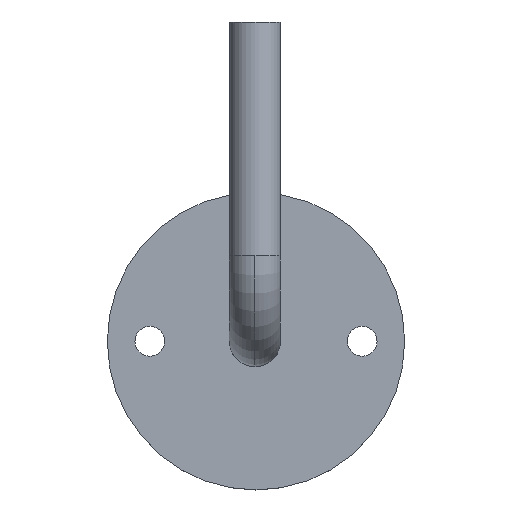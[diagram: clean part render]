
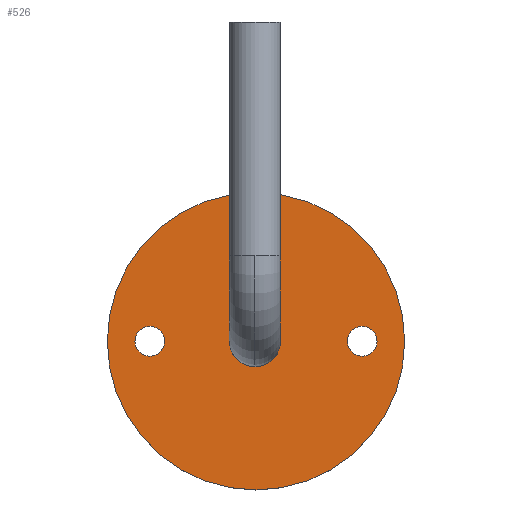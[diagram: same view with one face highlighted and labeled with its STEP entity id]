
A CAD part, top view. The second image highlights one B-rep face of the part: STEP entity #526.
In plain terms, the highlighted planar face has unit normal (0, 0, 1).
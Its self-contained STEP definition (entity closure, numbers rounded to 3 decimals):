
#1 = FACE_OUTER_BOUND ( 'NONE', #415, .T. ) ;
#2 = CIRCLE ( 'NONE', #511, 6. ) ;
#4 = CARTESIAN_POINT ( 'NONE',  ( -34.75, 0., 4. ) ) ;
#17 = DIRECTION ( 'NONE',  ( 1., 0., 0. ) ) ;
#18 = CIRCLE ( 'NONE', #406, 3.5 ) ;
#45 = FACE_BOUND ( 'NONE', #93, .T. ) ;
#55 = ORIENTED_EDGE ( 'NONE', *, *, #417, .F. ) ;
#58 = FACE_BOUND ( 'NONE', #449, .T. ) ;
#64 = EDGE_CURVE ( 'NONE', #153, #85, #2, .T. ) ;
#77 = AXIS2_PLACEMENT_3D ( 'NONE', #441, #480, #322 ) ;
#85 = VERTEX_POINT ( 'NONE', #517 ) ;
#86 = CARTESIAN_POINT ( 'NONE',  ( -24.75, 0., 4. ) ) ;
#93 = EDGE_LOOP ( 'NONE', ( #309, #55 ) ) ;
#100 = CIRCLE ( 'NONE', #77, 35. ) ;
#103 = AXIS2_PLACEMENT_3D ( 'NONE', #333, #370, #111 ) ;
#110 = CARTESIAN_POINT ( 'NONE',  ( 35.25, 0., 4. ) ) ;
#111 = DIRECTION ( 'NONE',  ( 1., 0., 0. ) ) ;
#115 = ORIENTED_EDGE ( 'NONE', *, *, #266, .T. ) ;
#131 = DIRECTION ( 'NONE',  ( 1., 0., 0. ) ) ;
#133 = DIRECTION ( 'NONE',  ( 0., 0., 1. ) ) ;
#134 = CARTESIAN_POINT ( 'NONE',  ( 25.25, 0., 4. ) ) ;
#135 = PLANE ( 'NONE',  #445 ) ;
#141 = DIRECTION ( 'NONE',  ( 0., 0., 1. ) ) ;
#153 = VERTEX_POINT ( 'NONE', #513 ) ;
#181 = AXIS2_PLACEMENT_3D ( 'NONE', #493, #490, #246 ) ;
#193 = CIRCLE ( 'NONE', #379, 3.5 ) ;
#202 = CARTESIAN_POINT ( 'NONE',  ( 25.25, 0., 4. ) ) ;
#210 = CARTESIAN_POINT ( 'NONE',  ( 21.75, 0., 4. ) ) ;
#214 = ORIENTED_EDGE ( 'NONE', *, *, #434, .F. ) ;
#225 = DIRECTION ( 'NONE',  ( 0., 0., 1. ) ) ;
#245 = DIRECTION ( 'NONE',  ( 0., 0., 1. ) ) ;
#246 = DIRECTION ( 'NONE',  ( 1., 0., 0. ) ) ;
#249 = CIRCLE ( 'NONE', #265, 3.5 ) ;
#254 = VERTEX_POINT ( 'NONE', #210 ) ;
#264 = ORIENTED_EDGE ( 'NONE', *, *, #393, .F. ) ;
#265 = AXIS2_PLACEMENT_3D ( 'NONE', #86, #388, #131 ) ;
#266 = EDGE_CURVE ( 'NONE', #436, #502, #100, .T. ) ;
#268 = CARTESIAN_POINT ( 'NONE',  ( 0.25, 0., 4. ) ) ;
#274 = VERTEX_POINT ( 'NONE', #474 ) ;
#282 = AXIS2_PLACEMENT_3D ( 'NONE', #268, #133, #429 ) ;
#290 = DIRECTION ( 'NONE',  ( 1., 0., 0. ) ) ;
#293 = EDGE_LOOP ( 'NONE', ( #214, #264 ) ) ;
#295 = CIRCLE ( 'NONE', #282, 35. ) ;
#297 = ORIENTED_EDGE ( 'NONE', *, *, #498, .T. ) ;
#300 = EDGE_CURVE ( 'NONE', #274, #342, #249, .T. ) ;
#309 = ORIENTED_EDGE ( 'NONE', *, *, #300, .F. ) ;
#316 = CARTESIAN_POINT ( 'NONE',  ( 0., 0., 4. ) ) ;
#322 = DIRECTION ( 'NONE',  ( 1., 0., 0. ) ) ;
#333 = CARTESIAN_POINT ( 'NONE',  ( 0., 0., 4. ) ) ;
#338 = CARTESIAN_POINT ( 'NONE',  ( -21.25, 0., 4. ) ) ;
#342 = VERTEX_POINT ( 'NONE', #338 ) ;
#366 = ORIENTED_EDGE ( 'NONE', *, *, #466, .F. ) ;
#369 = DIRECTION ( 'NONE',  ( 1., 0., 0. ) ) ;
#370 = DIRECTION ( 'NONE',  ( 0., 0., 1. ) ) ;
#379 = AXIS2_PLACEMENT_3D ( 'NONE', #202, #245, #290 ) ;
#384 = CARTESIAN_POINT ( 'NONE',  ( 28.75, 0., 4. ) ) ;
#385 = VERTEX_POINT ( 'NONE', #384 ) ;
#388 = DIRECTION ( 'NONE',  ( 0., 0., 1. ) ) ;
#393 = EDGE_CURVE ( 'NONE', #385, #254, #18, .T. ) ;
#398 = ORIENTED_EDGE ( 'NONE', *, *, #64, .F. ) ;
#406 = AXIS2_PLACEMENT_3D ( 'NONE', #134, #141, #369 ) ;
#415 = EDGE_LOOP ( 'NONE', ( #297, #115 ) ) ;
#417 = EDGE_CURVE ( 'NONE', #342, #274, #505, .T. ) ;
#429 = DIRECTION ( 'NONE',  ( 1., 0., 0. ) ) ;
#431 = DIRECTION ( 'NONE',  ( 0., 0., 1. ) ) ;
#433 = CIRCLE ( 'NONE', #103, 6. ) ;
#434 = EDGE_CURVE ( 'NONE', #254, #385, #193, .T. ) ;
#436 = VERTEX_POINT ( 'NONE', #110 ) ;
#441 = CARTESIAN_POINT ( 'NONE',  ( 0.25, 0., 4. ) ) ;
#445 = AXIS2_PLACEMENT_3D ( 'NONE', #468, #431, #509 ) ;
#449 = EDGE_LOOP ( 'NONE', ( #366, #398 ) ) ;
#451 = FACE_BOUND ( 'NONE', #293, .T. ) ;
#466 = EDGE_CURVE ( 'NONE', #85, #153, #433, .T. ) ;
#468 = CARTESIAN_POINT ( 'NONE',  ( 0.25, 0., 4. ) ) ;
#474 = CARTESIAN_POINT ( 'NONE',  ( -28.25, 0., 4. ) ) ;
#480 = DIRECTION ( 'NONE',  ( 0., 0., 1. ) ) ;
#490 = DIRECTION ( 'NONE',  ( 0., 0., 1. ) ) ;
#493 = CARTESIAN_POINT ( 'NONE',  ( -24.75, 0., 4. ) ) ;
#498 = EDGE_CURVE ( 'NONE', #502, #436, #295, .T. ) ;
#502 = VERTEX_POINT ( 'NONE', #4 ) ;
#505 = CIRCLE ( 'NONE', #181, 3.5 ) ;
#509 = DIRECTION ( 'NONE',  ( 1., 0., 0. ) ) ;
#511 = AXIS2_PLACEMENT_3D ( 'NONE', #316, #225, #17 ) ;
#513 = CARTESIAN_POINT ( 'NONE',  ( 6., 0., 4. ) ) ;
#517 = CARTESIAN_POINT ( 'NONE',  ( -6., 0., 4. ) ) ;
#526 = ADVANCED_FACE ( 'NONE', ( #58, #45, #1, #451 ), #135, .T. ) ;
